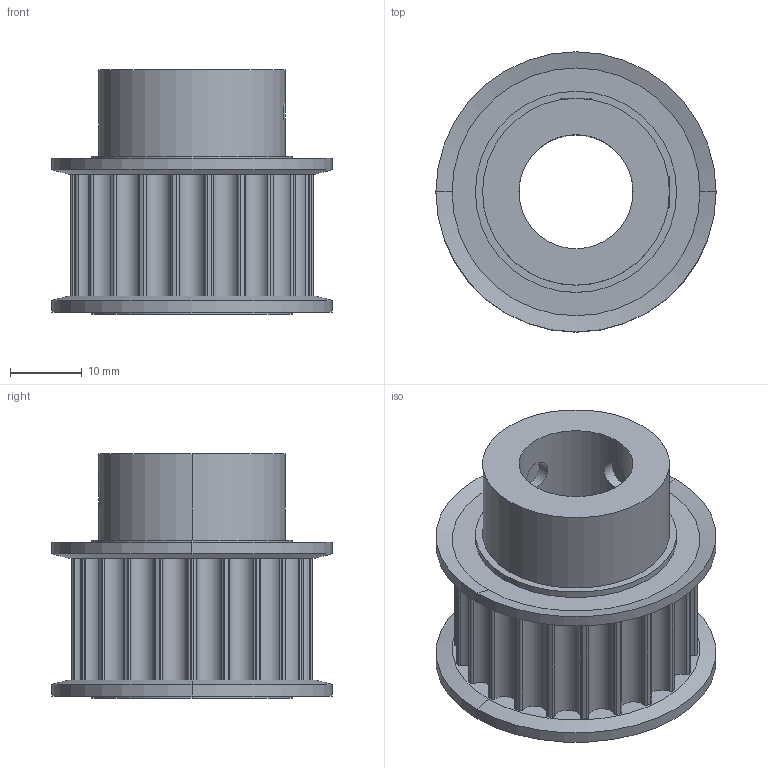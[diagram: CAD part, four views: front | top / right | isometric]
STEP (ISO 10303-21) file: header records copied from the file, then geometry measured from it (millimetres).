
FILE_DESCRIPTION (( 'STEP AP203' ), '1' );
FILE_NAME ('A22-5M15-SS-0625.step', '2023-08-24T18:58:28', ( '' ), ( '' ), 'SwSTEP 2.0', 'SolidWorks 2021', '' );
FILE_SCHEMA (( 'CONFIG_CONTROL_DESIGN' ));
Length unit declared in the file: millimetre
Products named in the file (1): A22-5M15-SS-0625
Bounding box: 39 x 39 x 34 mm (x, y, z)
Volume: 17681.2 mm3; surface area: 10130 mm2
Topology: 5 solids, 5 shells, 192 faces, 499 edges, 316 vertices
Faces by surface type: cylinder 133, cone 34, plane 25
Entity records: 6350 total; most frequent: CARTESIAN_POINT 1390, DIRECTION 1131, ORIENTED_EDGE 990, EDGE_CURVE 495, AXIS2_PLACEMENT_3D 481, VERTEX_POINT 316, CIRCLE 288, EDGE_LOOP 205
